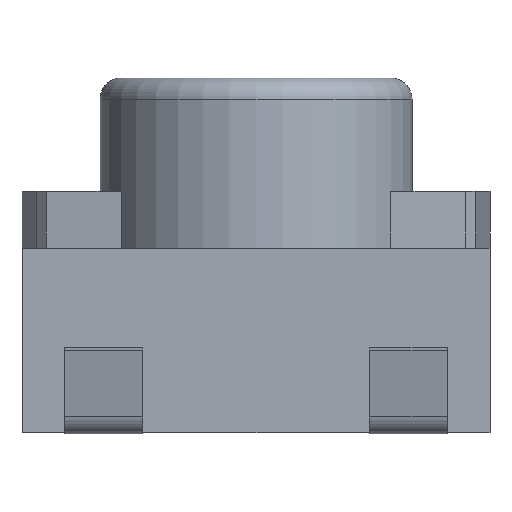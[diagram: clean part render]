
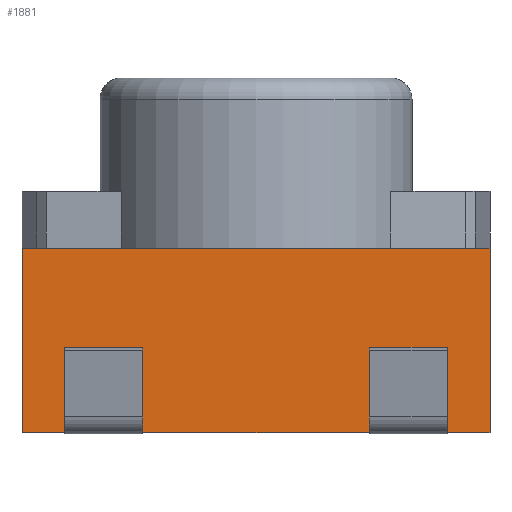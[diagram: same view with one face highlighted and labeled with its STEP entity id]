
A CAD part, left-side view. The second image highlights one B-rep face of the part: STEP entity #1881.
In plain terms, the highlighted planar face has unit normal (-1, 0, 0).
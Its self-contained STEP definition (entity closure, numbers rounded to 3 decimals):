
#150=FACE_OUTER_BOUND('',#256,.T.);
#256=EDGE_LOOP('',(#1415,#1416,#1417,#1418,#1419,#1420,#1421,#1422,#1423,
#1424,#1425,#1426,#1427,#1428));
#357=LINE('',#2723,#572);
#384=LINE('',#2776,#599);
#388=LINE('',#2784,#603);
#409=LINE('',#2833,#624);
#412=LINE('',#2839,#627);
#445=LINE('',#2921,#660);
#450=LINE('',#2933,#665);
#456=LINE('',#2945,#671);
#457=LINE('',#2948,#672);
#458=LINE('',#2950,#673);
#459=LINE('',#2952,#674);
#460=LINE('',#2953,#675);
#461=LINE('',#2954,#676);
#462=LINE('',#2955,#677);
#572=VECTOR('',#2181,1.);
#599=VECTOR('',#2228,1.);
#603=VECTOR('',#2234,1.);
#624=VECTOR('',#2277,1.);
#627=VECTOR('',#2282,1.);
#660=VECTOR('',#2353,1.);
#665=VECTOR('',#2366,1.);
#671=VECTOR('',#2378,1.);
#672=VECTOR('',#2381,1.);
#673=VECTOR('',#2382,1.);
#674=VECTOR('',#2383,1.);
#675=VECTOR('',#2384,1.);
#676=VECTOR('',#2385,1.);
#677=VECTOR('',#2386,1.);
#778=VERTEX_POINT('',#2720);
#779=VERTEX_POINT('',#2722);
#795=VERTEX_POINT('',#2774);
#798=VERTEX_POINT('',#2783);
#814=VERTEX_POINT('',#2829);
#815=VERTEX_POINT('',#2831);
#817=VERTEX_POINT('',#2837);
#846=VERTEX_POINT('',#2919);
#847=VERTEX_POINT('',#2920);
#849=VERTEX_POINT('',#2929);
#853=VERTEX_POINT('',#2943);
#854=VERTEX_POINT('',#2947);
#855=VERTEX_POINT('',#2949);
#856=VERTEX_POINT('',#2951);
#953=EDGE_CURVE('',#778,#779,#357,.T.);
#980=EDGE_CURVE('',#795,#778,#384,.T.);
#984=EDGE_CURVE('',#779,#798,#388,.T.);
#1009=EDGE_CURVE('',#815,#814,#409,.T.);
#1012=EDGE_CURVE('',#817,#795,#412,.T.);
#1051=EDGE_CURVE('',#846,#847,#445,.T.);
#1058=EDGE_CURVE('',#849,#847,#450,.T.);
#1064=EDGE_CURVE('',#853,#846,#456,.T.);
#1065=EDGE_CURVE('',#854,#814,#457,.T.);
#1066=EDGE_CURVE('',#855,#815,#458,.T.);
#1067=EDGE_CURVE('',#855,#856,#459,.T.);
#1068=EDGE_CURVE('',#856,#798,#460,.T.);
#1069=EDGE_CURVE('',#817,#849,#461,.T.);
#1070=EDGE_CURVE('',#853,#854,#462,.T.);
#1415=ORIENTED_EDGE('',*,*,#1065,.T.);
#1416=ORIENTED_EDGE('',*,*,#1009,.F.);
#1417=ORIENTED_EDGE('',*,*,#1066,.F.);
#1418=ORIENTED_EDGE('',*,*,#1067,.T.);
#1419=ORIENTED_EDGE('',*,*,#1068,.T.);
#1420=ORIENTED_EDGE('',*,*,#984,.F.);
#1421=ORIENTED_EDGE('',*,*,#953,.F.);
#1422=ORIENTED_EDGE('',*,*,#980,.F.);
#1423=ORIENTED_EDGE('',*,*,#1012,.F.);
#1424=ORIENTED_EDGE('',*,*,#1069,.T.);
#1425=ORIENTED_EDGE('',*,*,#1058,.T.);
#1426=ORIENTED_EDGE('',*,*,#1051,.F.);
#1427=ORIENTED_EDGE('',*,*,#1064,.F.);
#1428=ORIENTED_EDGE('',*,*,#1070,.T.);
#1738=PLANE('',#2027);
#1881=ADVANCED_FACE('',(#150),#1738,.T.);
#2027=AXIS2_PLACEMENT_3D('',#2946,#2379,#2380);
#2181=DIRECTION('',(0.,-1.,0.));
#2228=DIRECTION('',(0.,-1.,0.));
#2234=DIRECTION('',(0.,-1.,0.));
#2277=DIRECTION('',(0.,1.,0.));
#2282=DIRECTION('',(0.,0.,1.));
#2353=DIRECTION('',(0.,1.,0.));
#2366=DIRECTION('',(0.,0.,1.));
#2378=DIRECTION('',(0.,0.,1.));
#2379=DIRECTION('center_axis',(-1.,0.,0.));
#2380=DIRECTION('ref_axis',(0.,-1.,0.));
#2381=DIRECTION('',(0.,0.,1.));
#2382=DIRECTION('',(0.,0.,1.));
#2383=DIRECTION('',(0.,-1.,0.));
#2384=DIRECTION('',(0.,0.,1.));
#2385=DIRECTION('',(0.,-1.,0.));
#2386=DIRECTION('',(0.,-1.,0.));
#2720=CARTESIAN_POINT('',(-2.1,0.95,1.32));
#2722=CARTESIAN_POINT('',(-2.1,-0.95,1.32));
#2723=CARTESIAN_POINT('',(-2.1,-0.95,1.32));
#2774=CARTESIAN_POINT('',(-2.1,1.65,1.32));
#2776=CARTESIAN_POINT('',(-2.1,-0.95,1.32));
#2783=CARTESIAN_POINT('',(-2.1,-1.65,1.32));
#2784=CARTESIAN_POINT('',(-2.1,-0.95,1.32));
#2829=CARTESIAN_POINT('',(-2.1,-0.8,0.114));
#2831=CARTESIAN_POINT('',(-2.1,-1.35,0.114));
#2833=CARTESIAN_POINT('',(-2.1,-1.35,0.114));
#2837=CARTESIAN_POINT('',(-2.1,1.65,0.02));
#2839=CARTESIAN_POINT('',(-2.1,1.65,0.02));
#2919=CARTESIAN_POINT('',(-2.1,0.8,0.114));
#2920=CARTESIAN_POINT('',(-2.1,1.35,0.114));
#2921=CARTESIAN_POINT('',(-2.1,0.8,0.114));
#2929=CARTESIAN_POINT('',(-2.1,1.35,0.02));
#2933=CARTESIAN_POINT('',(-2.1,1.35,0.02));
#2943=CARTESIAN_POINT('',(-2.1,0.8,0.02));
#2945=CARTESIAN_POINT('',(-2.1,0.8,0.02));
#2946=CARTESIAN_POINT('Origin',(-2.1,1.65,0.02));
#2947=CARTESIAN_POINT('',(-2.1,-0.8,0.02));
#2948=CARTESIAN_POINT('',(-2.1,-0.8,0.02));
#2949=CARTESIAN_POINT('',(-2.1,-1.35,0.02));
#2950=CARTESIAN_POINT('',(-2.1,-1.35,0.02));
#2951=CARTESIAN_POINT('',(-2.1,-1.65,0.02));
#2952=CARTESIAN_POINT('',(-2.1,-1.35,0.02));
#2953=CARTESIAN_POINT('',(-2.1,-1.65,0.02));
#2954=CARTESIAN_POINT('',(-2.1,1.65,0.02));
#2955=CARTESIAN_POINT('',(-2.1,0.8,0.02));
